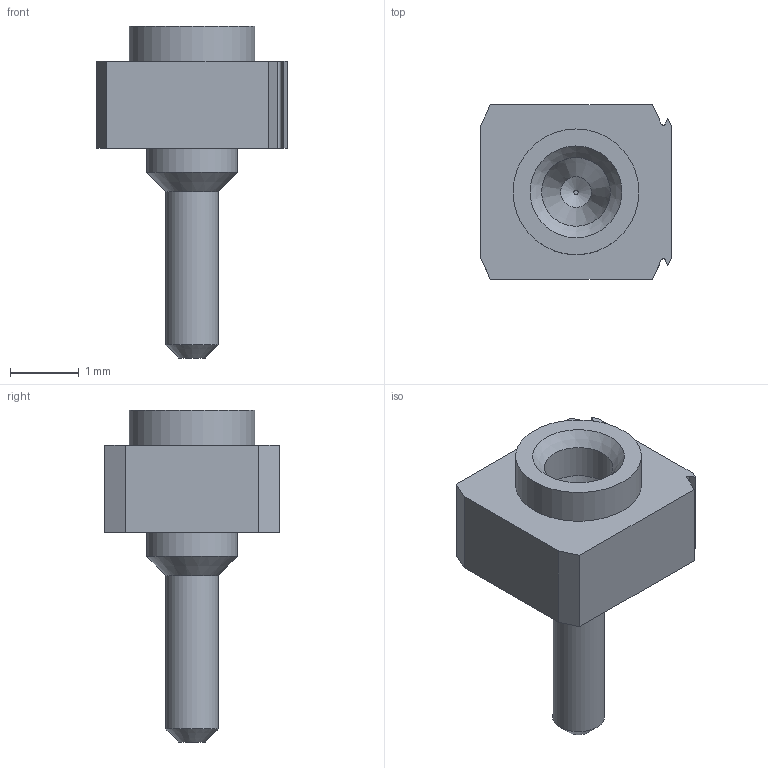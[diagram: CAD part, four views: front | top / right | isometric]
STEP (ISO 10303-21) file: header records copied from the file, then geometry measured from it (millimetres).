
FILE_DESCRIPTION(('STEP AP214'), '1');
FILE_NAME('SL-105-TT-12', '2017-07-15T12:48:31', ('Nobody'), (''), 'ASCON STEP Converter 1.3', 'ASCON Math Kernel', '');
FILE_SCHEMA(('AUTOMOTIVE_DESIGN { 1 0 10303 214 3 1 1}'));
Length unit declared in the file: millimetre
Assembly tree (1 placements, depth 2):
  (unnamed)
    (unnamed)
Bounding box: 2.77 x 2.54 x 4.83 mm (x, y, z)
Volume: 10.2 mm3; surface area: 60.3 mm2
Topology: 2 solids, 2 shells, 37 faces, 78 edges, 49 vertices
Faces by surface type: plane 20, cylinder 10, cone 7
Full cylindrical faces by diameter (mm): 0.55 x1, 0.76 x1, 1 x2, 1.32 x3, 1.83 x1
Entity records: 1312 total; most frequent: DIRECTION 166, CARTESIAN_POINT 151, ORIENTED_EDGE 126, AXIS2_PLACEMENT_3D 64, EDGE_CURVE 63, EDGE_LOOP 58, VERTEX_POINT 49, COLOUR_RGB 39
